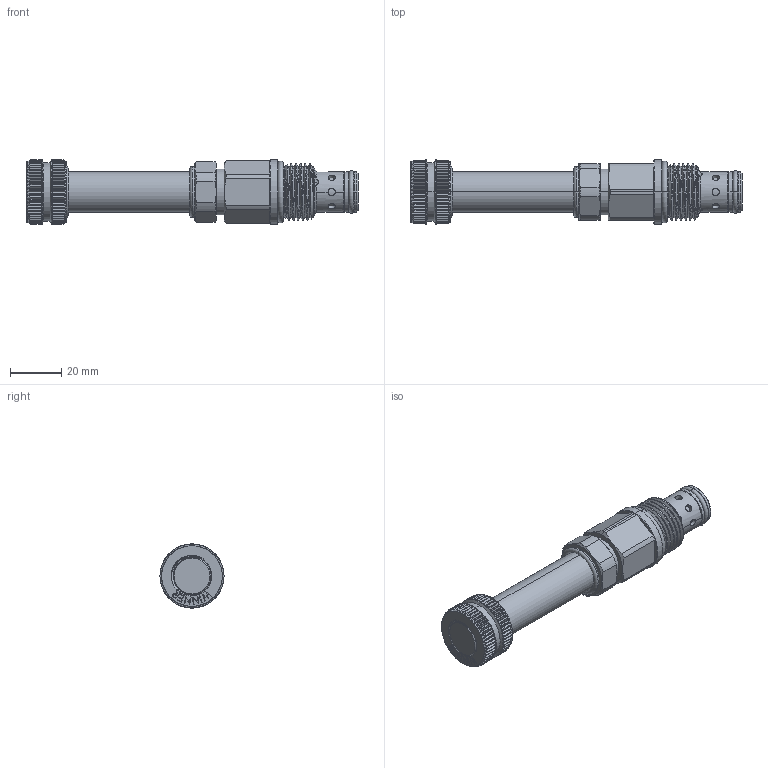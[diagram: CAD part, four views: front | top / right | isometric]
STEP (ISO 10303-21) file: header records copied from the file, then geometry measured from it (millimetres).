
FILE_DESCRIPTION (( 'STEP AP203' ), '1' );
FILE_NAME ('PRP10W2C-N-B1.STEP', '2024-04-02T08:52:30', ( '' ), ( '' ), 'SwSTEP 2.0', 'SolidWorks 2018', '' );
FILE_SCHEMA (( 'CONFIG_CONTROL_DESIGN' ));
Length unit declared in the file: millimetre
Products named in the file (1): PRP10W2C-N-B1
Bounding box: 129.57 x 25 x 25 mm (x, y, z)
Volume: 39010.7 mm3; surface area: 11717.7 mm2
Topology: 3 solids, 3 shells, 1435 faces, 3971 edges, 2531 vertices
Faces by surface type: cylinder 817, plane 430, cone 144, torus 19, bspline 15, sphere 10
Entity records: 75908 total; most frequent: CARTESIAN_POINT 41028, ORIENTED_EDGE 7938, DIRECTION 6104, EDGE_CURVE 3969, VERTEX_POINT 2531, AXIS2_PLACEMENT_3D 2312, EDGE_LOOP 1834, B_SPLINE_CURVE_WITH_KNOTS 1562
